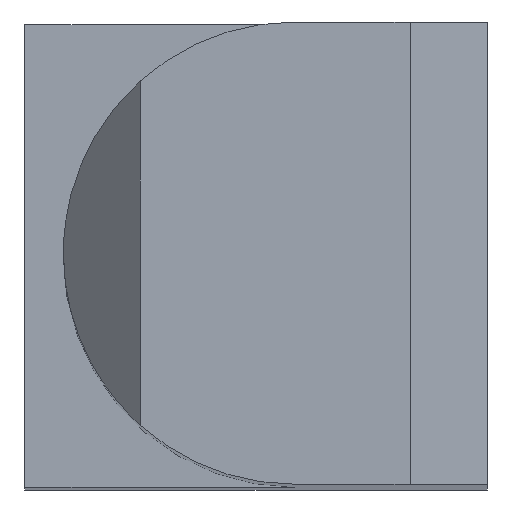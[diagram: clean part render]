
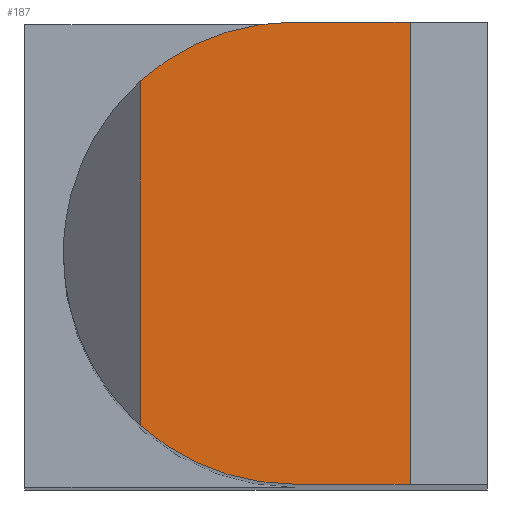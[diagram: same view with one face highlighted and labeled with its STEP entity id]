
A CAD part, top view. The second image highlights one B-rep face of the part: STEP entity #187.
In plain terms, the highlighted planar face has unit normal (0, 0, 1).
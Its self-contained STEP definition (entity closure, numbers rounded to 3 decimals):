
#132=CARTESIAN_POINT('Axis2P3D Location',(0.,0.,43.)) ;
#137=CARTESIAN_POINT('Axis2P3D Location',(0.5,0.,43.)) ;
#141=CARTESIAN_POINT('Vertex',(-1.5,-2.236,43.)) ;
#143=CARTESIAN_POINT('Vertex',(0.5,-3.,43.)) ;
#146=CARTESIAN_POINT('Line Origine',(1.25,-3.,43.)) ;
#150=CARTESIAN_POINT('Vertex',(2.,-3.,43.)) ;
#153=CARTESIAN_POINT('Line Origine',(2.,0.,43.)) ;
#157=CARTESIAN_POINT('Vertex',(2.,3.,43.)) ;
#160=CARTESIAN_POINT('Line Origine',(1.25,3.,43.)) ;
#164=CARTESIAN_POINT('Vertex',(0.5,3.,43.)) ;
#167=CARTESIAN_POINT('Axis2P3D Location',(0.5,0.,43.)) ;
#171=CARTESIAN_POINT('Vertex',(-1.5,2.236,43.)) ;
#174=CARTESIAN_POINT('Line Origine',(-1.5,0.,43.)) ;
#133=DIRECTION('Axis2P3D Direction',(0.,0.,1.)) ;
#134=DIRECTION('Axis2P3D XDirection',(1.,0.,0.)) ;
#138=DIRECTION('Axis2P3D Direction',(0.,0.,1.)) ;
#147=DIRECTION('Vector Direction',(-1.,0.,0.)) ;
#154=DIRECTION('Vector Direction',(0.,1.,0.)) ;
#161=DIRECTION('Vector Direction',(1.,0.,0.)) ;
#168=DIRECTION('Axis2P3D Direction',(0.,0.,1.)) ;
#175=DIRECTION('Vector Direction',(0.,1.,0.)) ;
#135=AXIS2_PLACEMENT_3D('Plane Axis2P3D',#132,#133,#134) ;
#139=AXIS2_PLACEMENT_3D('Circle Axis2P3D',#137,#138,$) ;
#169=AXIS2_PLACEMENT_3D('Circle Axis2P3D',#167,#168,$) ;
#180=ORIENTED_EDGE('',*,*,#145,.T.) ;
#181=ORIENTED_EDGE('',*,*,#152,.T.) ;
#182=ORIENTED_EDGE('',*,*,#159,.T.) ;
#183=ORIENTED_EDGE('',*,*,#166,.T.) ;
#184=ORIENTED_EDGE('',*,*,#173,.T.) ;
#185=ORIENTED_EDGE('',*,*,#178,.F.) ;
#148=VECTOR('Line Direction',#147,1.) ;
#155=VECTOR('Line Direction',#154,1.) ;
#162=VECTOR('Line Direction',#161,1.) ;
#176=VECTOR('Line Direction',#175,1.) ;
#187=ADVANCED_FACE('Corps principal',(#186),#136,.T.) ;
#140=CIRCLE('generated circle',#139,3.) ;
#170=CIRCLE('generated circle',#169,3.) ;
#145=EDGE_CURVE('',#142,#144,#140,.T.) ;
#152=EDGE_CURVE('',#144,#151,#149,.F.) ;
#159=EDGE_CURVE('',#151,#158,#156,.T.) ;
#166=EDGE_CURVE('',#158,#165,#163,.F.) ;
#173=EDGE_CURVE('',#165,#172,#170,.T.) ;
#178=EDGE_CURVE('',#142,#172,#177,.T.) ;
#179=EDGE_LOOP('',(#180,#181,#182,#183,#184,#185)) ;
#186=FACE_OUTER_BOUND('',#179,.T.) ;
#149=LINE('Line',#146,#148) ;
#156=LINE('Line',#153,#155) ;
#163=LINE('Line',#160,#162) ;
#177=LINE('Line',#174,#176) ;
#136=PLANE('Plane',#135) ;
#142=VERTEX_POINT('',#141) ;
#144=VERTEX_POINT('',#143) ;
#151=VERTEX_POINT('',#150) ;
#158=VERTEX_POINT('',#157) ;
#165=VERTEX_POINT('',#164) ;
#172=VERTEX_POINT('',#171) ;
